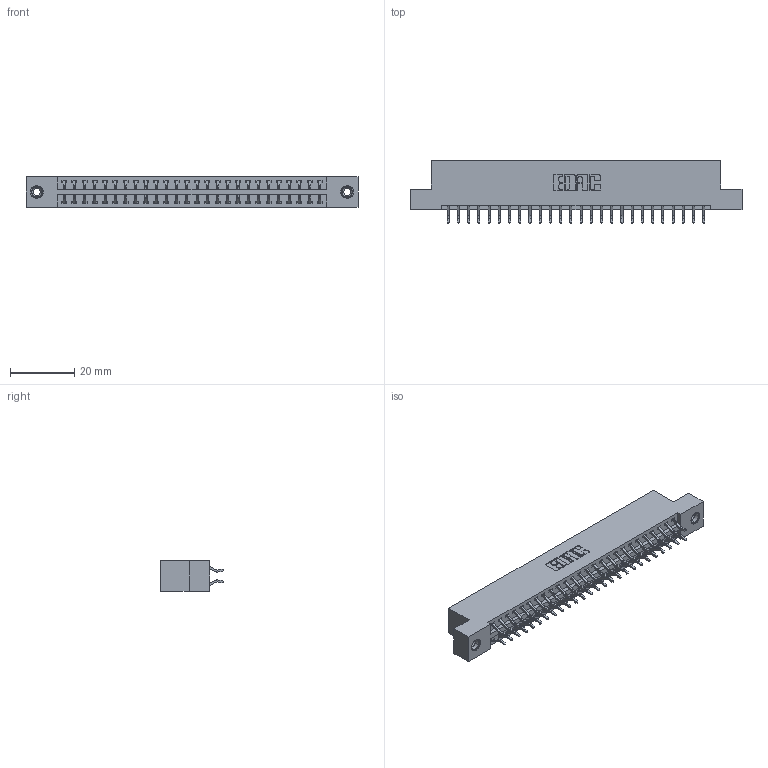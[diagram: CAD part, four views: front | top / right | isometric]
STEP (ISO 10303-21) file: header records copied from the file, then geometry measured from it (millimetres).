
FILE_DESCRIPTION (( 'STEP AP203' ), '1' );
FILE_NAME ('346-052-556-208.STEP', '2022-05-21T01:47:08', ( '' ), ( '' ), 'SwSTEP 2.0', 'SolidWorks 2020', '' );
FILE_SCHEMA (( 'CONFIG_CONTROL_DESIGN' ));
Length unit declared in the file: inch
Products named in the file (4): 346-052-556-208; 346 Part_Flush Mounting Lugs - 0.156 Dia-TI; 345-292-001_556 Tail; 345-250-001_345-250-003-102
Assembly tree (55 placements, depth 2):
  346-052-556-208
    346 Part_Flush Mounting Lugs - 0.156 Dia-TI
    345-292-001_556 Tail  x52
    345-250-001_345-250-003-102  x2
Bounding box: 103.12 x 19.57 x 9.4 mm (x, y, z)
Volume: 9923 mm3; surface area: 13360.1 mm2
Topology: 55 solids, 55 shells, 3198 faces, 9461 edges, 6230 vertices
Faces by surface type: plane 2136, cylinder 1046, cone 12, torus 4
Entity records: 20528 total; most frequent: CARTESIAN_POINT 3403, ORIENTED_EDGE 3318, DIRECTION 3065, EDGE_CURVE 1659, LINE 1395, VECTOR 1395, VERTEX_POINT 1100, AXIS2_PLACEMENT_3D 835
